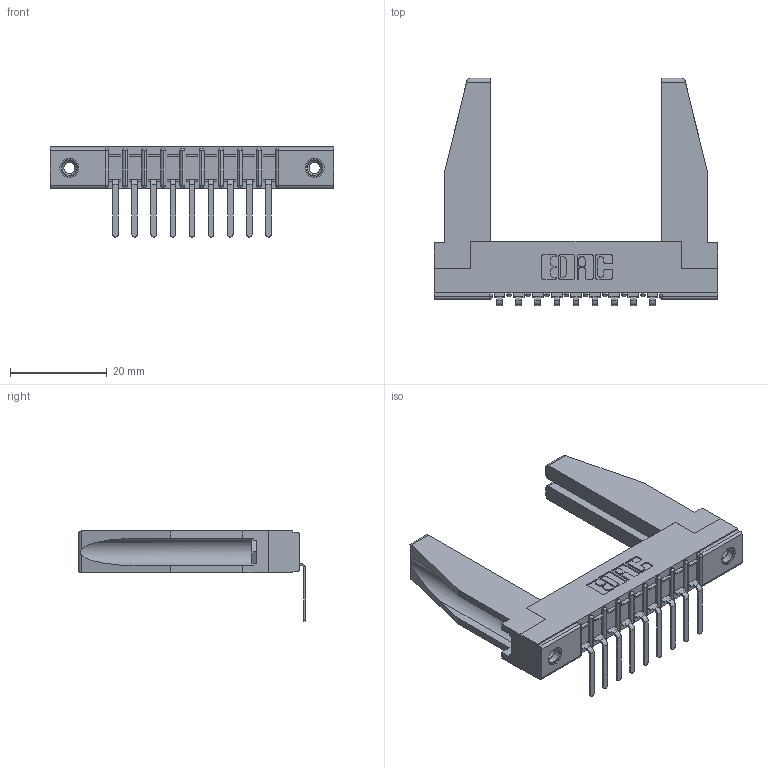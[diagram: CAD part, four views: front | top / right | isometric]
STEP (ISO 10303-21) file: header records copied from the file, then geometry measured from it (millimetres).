
FILE_DESCRIPTION (( 'STEP AP203' ), '1' );
FILE_NAME ('357-009-457-178.STEP', '2020-09-30T06:32:53', ( '' ), ( '' ), 'SwSTEP 2.0', 'SolidWorks 2020', '' );
FILE_SCHEMA (( 'CONFIG_CONTROL_DESIGN' ));
Length unit declared in the file: inch
Products named in the file (5): 307-290-002_557; 307 Part_.156 Dia Mounting Holes; 357-009-457-178; 345-250-001_345-250-001-102; 307-220-078
Assembly tree (14 placements, depth 2):
  357-009-457-178
    307 Part_.156 Dia Mounting Holes
    307-290-002_557  x9
    307-220-078  x2
    345-250-001_345-250-001-102  x2
Bounding box: 58.67 x 47.03 x 18.67 mm (x, y, z)
Volume: 7884.4 mm3; surface area: 10323.5 mm2
Topology: 14 solids, 14 shells, 960 faces, 2849 edges, 1862 vertices
Faces by surface type: plane 577, cylinder 347, sphere 20, cone 12, torus 4
Entity records: 15077 total; most frequent: CARTESIAN_POINT 2538, ORIENTED_EDGE 2484, DIRECTION 2438, EDGE_CURVE 1242, LINE 938, VECTOR 938, VERTEX_POINT 808, AXIS2_PLACEMENT_3D 750
